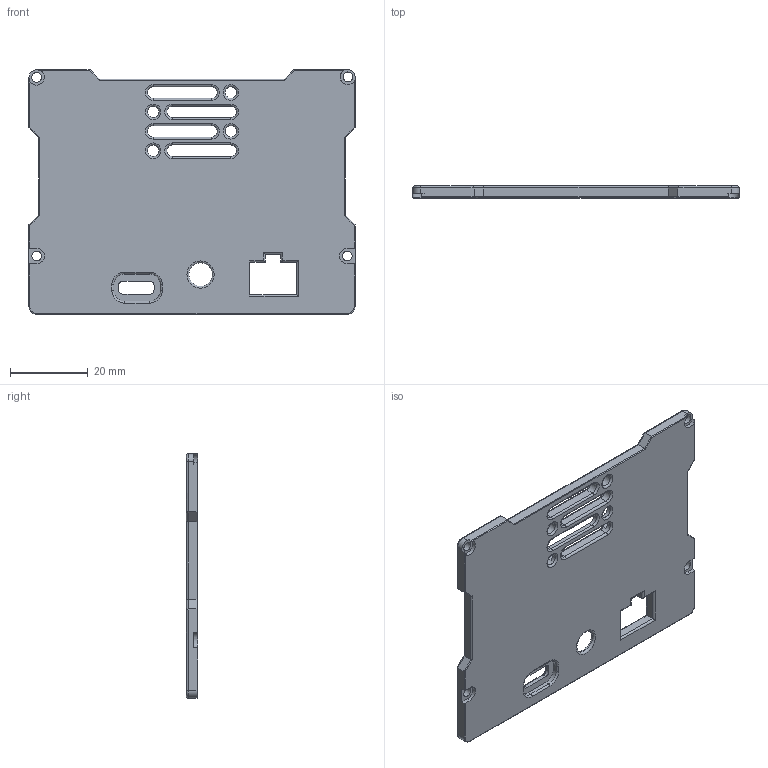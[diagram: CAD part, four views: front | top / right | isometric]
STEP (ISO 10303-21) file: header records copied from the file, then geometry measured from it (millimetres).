
FILE_DESCRIPTION(('FreeCAD Model'),'2;1');
FILE_NAME('Open CASCADE Shape Model','2025-08-29T10:34:59',(''),(''), 'Open CASCADE STEP processor 7.8','FreeCAD','Unknown');
FILE_SCHEMA(('AUTOMOTIVE_DESIGN { 1 0 10303 214 1 1 1 1 }'));
Length unit declared in the file: millimetre
Products named in the file (1): BackCover
Bounding box: 84 x 3 x 63 mm (x, y, z)
Volume: 13205.7 mm3; surface area: 10971.8 mm2
Topology: 1 solids, 1 shells, 219 faces, 552 edges, 334 vertices
Faces by surface type: cylinder 114, plane 65, torus 40
Full cylindrical faces by diameter (mm): 2.5 x4, 3 x4, 6 x1
Entity records: 6936 total; most frequent: CARTESIAN_POINT 1466, DIRECTION 1212, ORIENTED_EDGE 1104, EDGE_CURVE 552, AXIS2_PLACEMENT_3D 456, VERTEX_POINT 334, LINE 300, VECTOR 300
